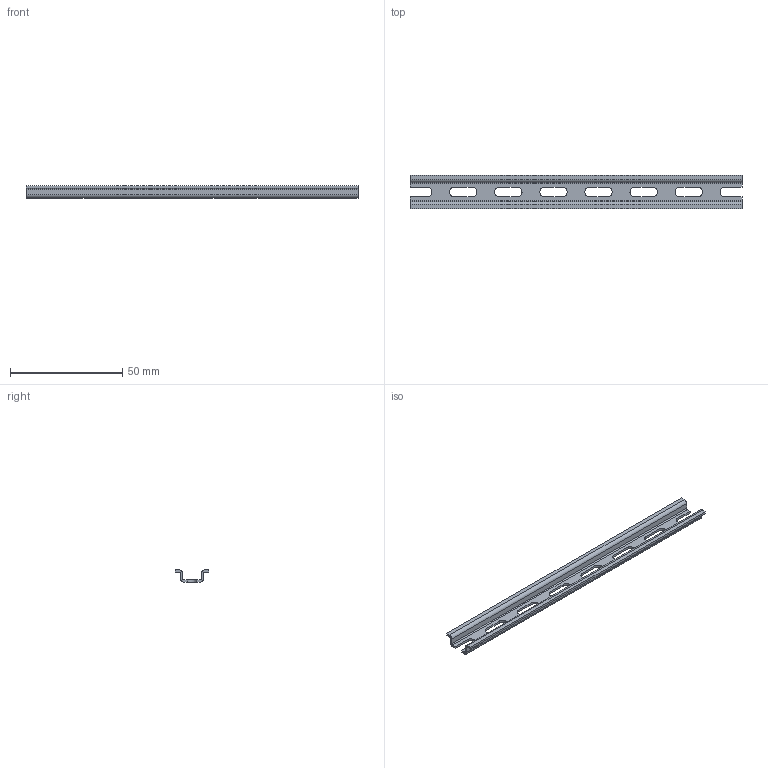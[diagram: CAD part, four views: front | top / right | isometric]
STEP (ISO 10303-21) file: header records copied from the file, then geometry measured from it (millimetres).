
FILE_DESCRIPTION(/* description */ ('TS 15x5-Tragschienen'),/* implementation_level */ '2;1');
FILE_NAME(/* name */ '0111000655.stp',/* time_stamp */ '2021-12-01T10:23:22+01:00',/* author */ ('alexander.rose'),/* organization */ ('WEIDMUELLER'),/* preprocessor_version */ 'ST-DEVELOPER v17.2',/* originating_system */ 'Autodesk Inventor 2019',/* authorisation */ '');
FILE_SCHEMA (('AUTOMOTIVE_DESIGN { 1 0 10303 214 3 1 1 }'));
Length unit declared in the file: millimetre
Products named in the file (1): Tragschiene TS15 - nur für Internet
Bounding box: 148 x 15.1 x 5.5 mm (x, y, z)
Volume: 2949.9 mm3; surface area: 6451.1 mm2
Topology: 1 solids, 1 shells, 54 faces, 156 edges, 104 vertices
Faces by surface type: plane 32, cylinder 22
Entity records: 1849 total; most frequent: CARTESIAN_POINT 315, ORIENTED_EDGE 312, DIRECTION 310, EDGE_CURVE 156, LINE 112, VECTOR 112, VERTEX_POINT 104, AXIS2_PLACEMENT_3D 99
